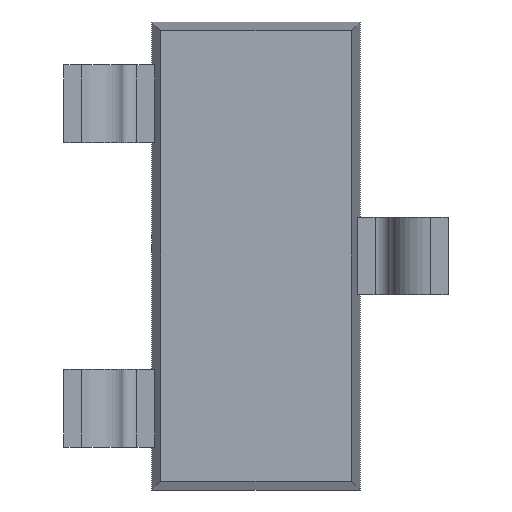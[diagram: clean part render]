
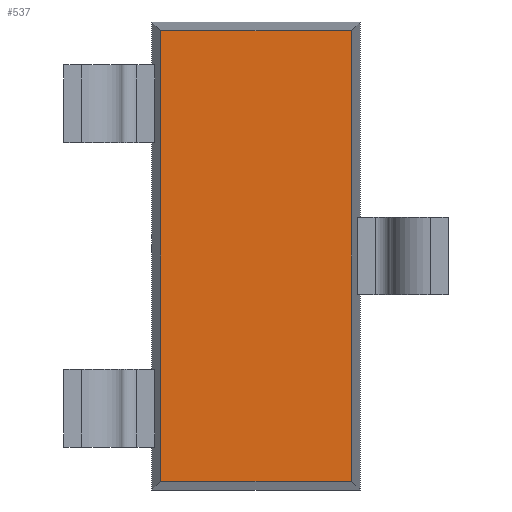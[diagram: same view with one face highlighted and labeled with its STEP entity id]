
A CAD part, front view. The second image highlights one B-rep face of the part: STEP entity #537.
In plain terms, the highlighted planar face has unit normal (0, -1, 0).
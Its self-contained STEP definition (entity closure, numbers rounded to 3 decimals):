
#173 = CARTESIAN_POINT ( 'NONE',  ( 0., 0.1, 1.405 ) ) ;
#202 = LINE ( 'NONE', #173, #417 ) ;
#222 = LINE ( 'NONE', #612, #395 ) ;
#235 = LINE ( 'NONE', #1525, #687 ) ;
#247 = VECTOR ( 'NONE', #1272, 1000. ) ;
#373 = DIRECTION ( 'NONE',  ( 0., 0., -1. ) ) ;
#395 = VECTOR ( 'NONE', #373, 1000. ) ;
#417 = VECTOR ( 'NONE', #1543, 1000. ) ;
#502 = PLANE ( 'NONE',  #1217 ) ;
#504 = DIRECTION ( 'NONE',  ( 0., 1., 0. ) ) ;
#537 = ADVANCED_FACE ( 'NONE', ( #578 ), #502, .F. ) ;
#568 = EDGE_CURVE ( 'NONE', #1425, #1354, #222, .T. ) ;
#578 = FACE_OUTER_BOUND ( 'NONE', #646, .T. ) ;
#601 = ORIENTED_EDGE ( 'NONE', *, *, #568, .F. ) ;
#612 = CARTESIAN_POINT ( 'NONE',  ( 0.595, 0.1, 0. ) ) ;
#646 = EDGE_LOOP ( 'NONE', ( #601, #1527, #1371, #1588 ) ) ;
#651 = CARTESIAN_POINT ( 'NONE',  ( 0., 0.1, -1.405 ) ) ;
#687 = VECTOR ( 'NONE', #768, 1000. ) ;
#768 = DIRECTION ( 'NONE',  ( 0., 0., 1. ) ) ;
#808 = EDGE_CURVE ( 'NONE', #988, #1425, #202, .T. ) ;
#825 = EDGE_CURVE ( 'NONE', #888, #988, #235, .T. ) ;
#856 = CARTESIAN_POINT ( 'NONE',  ( 0.595, 0.1, 1.405 ) ) ;
#888 = VERTEX_POINT ( 'NONE', #945 ) ;
#945 = CARTESIAN_POINT ( 'NONE',  ( -0.595, 0.1, -1.405 ) ) ;
#978 = DIRECTION ( 'NONE',  ( 0., 0., 1. ) ) ;
#988 = VERTEX_POINT ( 'NONE', #1359 ) ;
#991 = CARTESIAN_POINT ( 'NONE',  ( 0., 0.1, 0. ) ) ;
#1109 = LINE ( 'NONE', #651, #247 ) ;
#1217 = AXIS2_PLACEMENT_3D ( 'NONE', #991, #504, #978 ) ;
#1272 = DIRECTION ( 'NONE',  ( -1., 0., 0. ) ) ;
#1354 = VERTEX_POINT ( 'NONE', #1574 ) ;
#1359 = CARTESIAN_POINT ( 'NONE',  ( -0.595, 0.1, 1.405 ) ) ;
#1371 = ORIENTED_EDGE ( 'NONE', *, *, #825, .F. ) ;
#1425 = VERTEX_POINT ( 'NONE', #856 ) ;
#1510 = EDGE_CURVE ( 'NONE', #1354, #888, #1109, .T. ) ;
#1525 = CARTESIAN_POINT ( 'NONE',  ( -0.595, 0.1, 0. ) ) ;
#1527 = ORIENTED_EDGE ( 'NONE', *, *, #808, .F. ) ;
#1543 = DIRECTION ( 'NONE',  ( 1., 0., 0. ) ) ;
#1574 = CARTESIAN_POINT ( 'NONE',  ( 0.595, 0.1, -1.405 ) ) ;
#1588 = ORIENTED_EDGE ( 'NONE', *, *, #1510, .F. ) ;
